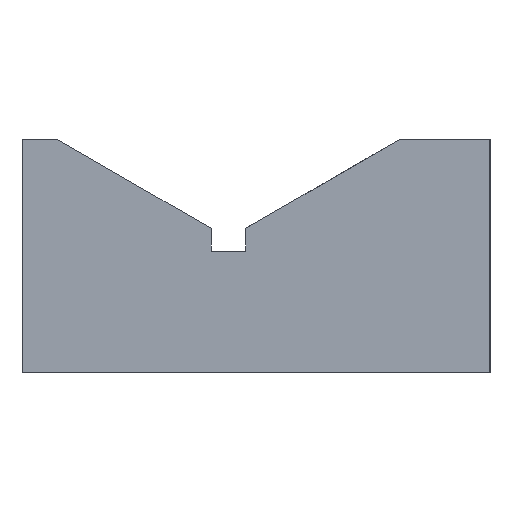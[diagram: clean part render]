
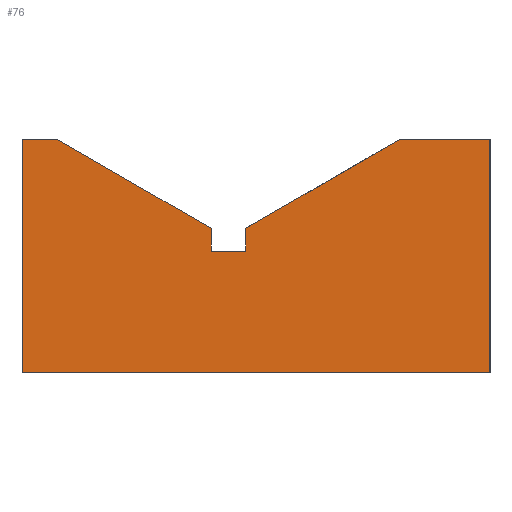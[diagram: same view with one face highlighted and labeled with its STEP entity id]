
A CAD part, left-side view. The second image highlights one B-rep face of the part: STEP entity #76.
In plain terms, the highlighted planar face has unit normal (-1, 0, 0).
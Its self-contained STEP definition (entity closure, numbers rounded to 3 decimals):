
#76=ADVANCED_FACE('',(#174),#175,.F.);
#174=FACE_OUTER_BOUND('',#293,.T.);
#175=PLANE('',#294);
#293=EDGE_LOOP('',(#459,#460,#461,#462,#463,#464,#465,#466,#467,#468));
#294=AXIS2_PLACEMENT_3D('',#469,#470,#471);
#459=ORIENTED_EDGE('',*,*,#768,.T.);
#460=ORIENTED_EDGE('',*,*,#769,.T.);
#461=ORIENTED_EDGE('',*,*,#770,.T.);
#462=ORIENTED_EDGE('',*,*,#771,.T.);
#463=ORIENTED_EDGE('',*,*,#772,.T.);
#464=ORIENTED_EDGE('',*,*,#736,.F.);
#465=ORIENTED_EDGE('',*,*,#750,.T.);
#466=ORIENTED_EDGE('',*,*,#773,.F.);
#467=ORIENTED_EDGE('',*,*,#774,.F.);
#468=ORIENTED_EDGE('',*,*,#775,.F.);
#469=CARTESIAN_POINT('',(-17.5,6.0,8.5));
#470=DIRECTION('',(1.0,0.0,0.0));
#471=DIRECTION('',(0.0,0.0,-1.0));
#736=EDGE_CURVE('',#882,#877,#884,.T.);
#750=EDGE_CURVE('',#882,#906,#908,.T.);
#768=EDGE_CURVE('',#935,#936,#937,.T.);
#769=EDGE_CURVE('',#936,#938,#939,.T.);
#770=EDGE_CURVE('',#938,#940,#941,.T.);
#771=EDGE_CURVE('',#940,#942,#943,.T.);
#772=EDGE_CURVE('',#942,#877,#944,.T.);
#773=EDGE_CURVE('',#945,#906,#946,.T.);
#774=EDGE_CURVE('',#947,#945,#948,.T.);
#775=EDGE_CURVE('',#935,#947,#949,.T.);
#877=VERTEX_POINT('',#1080);
#882=VERTEX_POINT('',#1087);
#884=LINE('',#1090,#1091);
#906=VERTEX_POINT('',#1123);
#908=LINE('',#1126,#1127);
#935=VERTEX_POINT('',#1166);
#936=VERTEX_POINT('',#1167);
#937=LINE('',#1168,#1169);
#938=VERTEX_POINT('',#1170);
#939=LINE('',#1171,#1172);
#940=VERTEX_POINT('',#1173);
#941=LINE('',#1174,#1175);
#942=VERTEX_POINT('',#1176);
#943=LINE('',#1177,#1178);
#944=LINE('',#1179,#1180);
#945=VERTEX_POINT('',#1181);
#946=LINE('',#1182,#1183);
#947=VERTEX_POINT('',#1184);
#948=LINE('',#1185,#1186);
#949=LINE('',#1187,#1188);
#1080=CARTESIAN_POINT('',(-17.5,20.5,17.0));
#1087=CARTESIAN_POINT('',(-17.5,23.0,17.0));
#1090=CARTESIAN_POINT('',(-17.5,6.0,17.0));
#1091=VECTOR('',#1351,1.0);
#1123=CARTESIAN_POINT('',(-17.5,23.0,0.0));
#1126=CARTESIAN_POINT('',(-17.5,23.0,8.5));
#1127=VECTOR('',#1363,1.0);
#1166=CARTESIAN_POINT('',(-17.5,-4.5,17.0));
#1167=CARTESIAN_POINT('',(-17.5,6.75,10.505));
#1168=CARTESIAN_POINT('',(-17.5,4.09,12.04));
#1169=VECTOR('',#1379,1.0);
#1170=CARTESIAN_POINT('',(-17.5,6.75,8.849));
#1171=CARTESIAN_POINT('',(-17.5,6.75,9.088));
#1172=VECTOR('',#1380,1.0);
#1173=CARTESIAN_POINT('',(-17.5,9.25,8.849));
#1174=CARTESIAN_POINT('',(-17.5,7.,8.849));
#1175=VECTOR('',#1381,1.0);
#1176=CARTESIAN_POINT('',(-17.5,9.25,10.505));
#1177=CARTESIAN_POINT('',(-17.5,9.25,9.088));
#1178=VECTOR('',#1382,1.0);
#1179=CARTESIAN_POINT('',(-17.5,10.41,11.174));
#1180=VECTOR('',#1383,1.0);
#1181=CARTESIAN_POINT('',(-17.5,-11.0,0.0));
#1182=CARTESIAN_POINT('',(-17.5,6.0,0.0));
#1183=VECTOR('',#1384,1.0);
#1184=CARTESIAN_POINT('',(-17.5,-11.0,17.0));
#1185=CARTESIAN_POINT('',(-17.5,-11.0,8.5));
#1186=VECTOR('',#1385,1.0);
#1187=CARTESIAN_POINT('',(-17.5,6.0,17.0));
#1188=VECTOR('',#1386,1.0);
#1351=DIRECTION('',(0.0,-1.0,0.0));
#1363=DIRECTION('',(0.0,0.0,-1.0));
#1379=DIRECTION('',(0.0,0.866,-0.5));
#1380=DIRECTION('',(0.0,0.0,-1.0));
#1381=DIRECTION('',(0.0,1.0,0.0));
#1382=DIRECTION('',(0.0,0.0,1.0));
#1383=DIRECTION('',(0.0,0.866,0.5));
#1384=DIRECTION('',(0.0,1.0,0.0));
#1385=DIRECTION('',(0.0,0.0,-1.0));
#1386=DIRECTION('',(0.0,-1.0,0.0));
